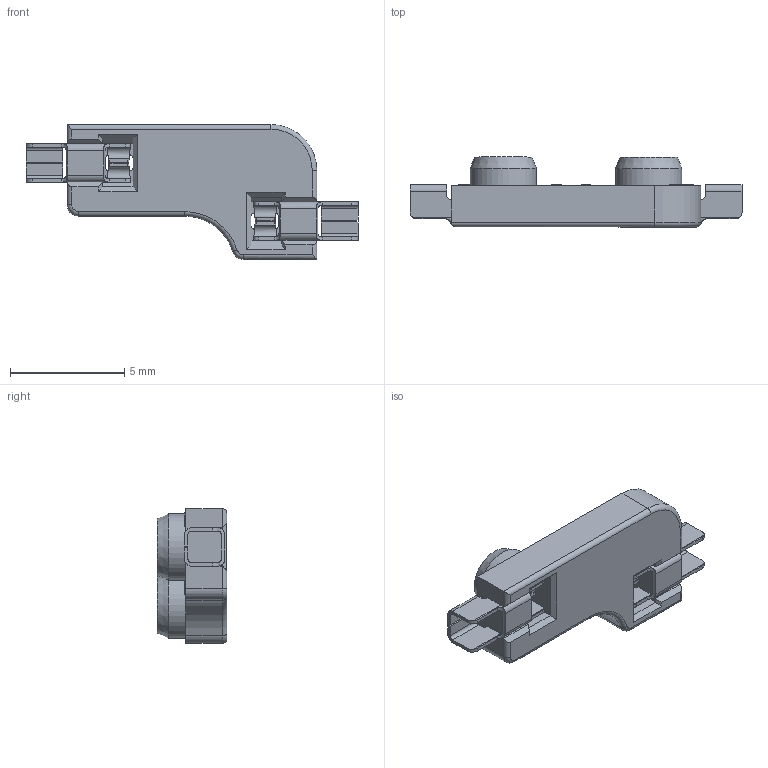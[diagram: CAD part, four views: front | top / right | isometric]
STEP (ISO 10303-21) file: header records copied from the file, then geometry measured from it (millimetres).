
FILE_DESCRIPTION(/* description */ (''),/* implementation_level */ '2;1');
FILE_NAME(/* name */ 'Kailh Socket v12.step',/* time_stamp */ '2024-03-16T01:13:02+09:00',/* author */ (''),/* organization */ (''),/* preprocessor_version */ 'ST-DEVELOPER v20',/* originating_system */ 'Autodesk Translation Framework v12.20.1.177',/* authorisation */ '');
FILE_SCHEMA (('AUTOMOTIVE_DESIGN { 1 0 10303 214 3 1 1 }'));
Length unit declared in the file: millimetre
Products named in the file (1): Kailh Socket
Bounding box: 14.5 x 3.05 x 5.89 mm (x, y, z)
Volume: 96.8 mm3; surface area: 264.4 mm2
Topology: 1 solids, 1 shells, 236 faces, 629 edges, 401 vertices
Faces by surface type: plane 139, cylinder 73, cone 20, torus 4
Full cylindrical faces by diameter (mm): 2.9 x2
Entity records: 7651 total; most frequent: CARTESIAN_POINT 1539, ORIENTED_EDGE 1258, DIRECTION 1222, EDGE_CURVE 629, LINE 438, VECTOR 438, VERTEX_POINT 401, AXIS2_PLACEMENT_3D 392
